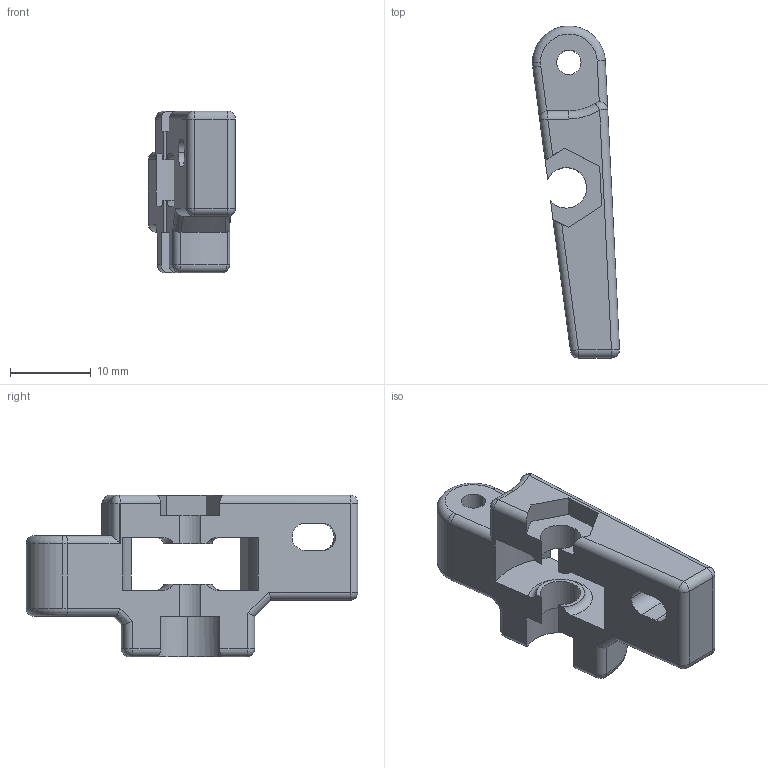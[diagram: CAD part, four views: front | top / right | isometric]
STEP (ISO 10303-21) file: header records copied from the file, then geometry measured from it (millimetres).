
FILE_DESCRIPTION (( 'STEP AP203' ), '1' );
FILE_NAME ('extruder_dd_hinge.step', '2016-03-08T04:32:30', ( '' ), ( '' ), 'SwSTEP 2.0', 'SolidWorks 2015', '' );
FILE_SCHEMA (( 'CONFIG_CONTROL_DESIGN' ));
Length unit declared in the file: millimetre
Products named in the file (1): extruder_dd_hinge
Bounding box: 10.76 x 41 x 20 mm (x, y, z)
Volume: 3062.2 mm3; surface area: 2421.6 mm2
Topology: 1 solids, 1 shells, 98 faces, 255 edges, 153 vertices
Faces by surface type: cylinder 44, plane 26, sphere 13, torus 9, bspline 4, cone 2
Entity records: 3161 total; most frequent: CARTESIAN_POINT 746, ORIENTED_EDGE 496, DIRECTION 494, EDGE_CURVE 248, AXIS2_PLACEMENT_3D 190, VERTEX_POINT 152, VECTOR 114, LINE 114
